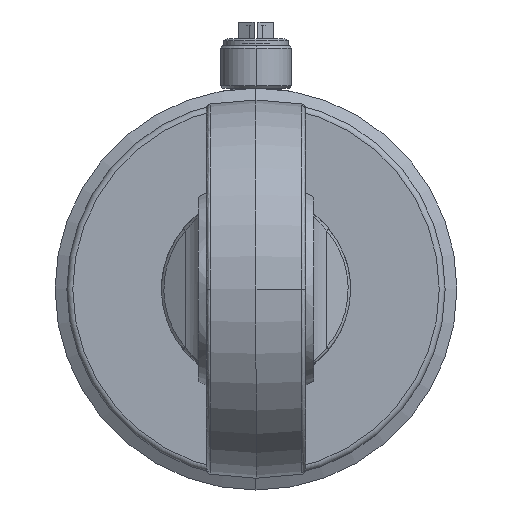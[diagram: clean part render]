
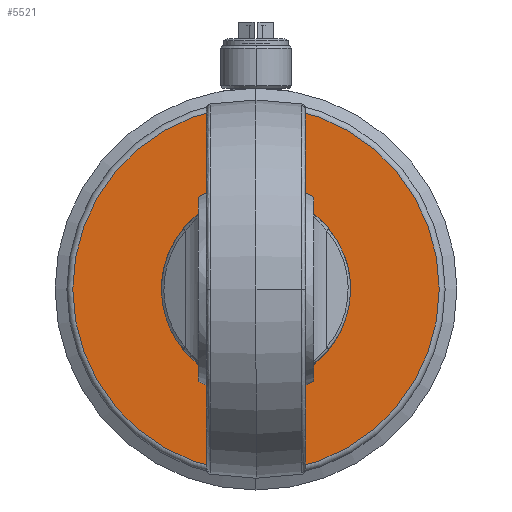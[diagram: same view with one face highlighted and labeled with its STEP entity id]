
A CAD part, left-side view. The second image highlights one B-rep face of the part: STEP entity #5521.
In plain terms, the highlighted planar face has unit normal (-1, 0, 0).
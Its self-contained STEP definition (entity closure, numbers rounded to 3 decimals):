
#1122 = DIRECTION ( 'NONE',  ( 0., 0., 1. ) ) ;
#1527 = DIRECTION ( 'NONE',  ( -1., 0., 0. ) ) ;
#1855 = VERTEX_POINT ( 'NONE', #5328 ) ;
#2040 = ORIENTED_EDGE ( 'NONE', *, *, #14112, .T. ) ;
#2946 = VERTEX_POINT ( 'NONE', #3177 ) ;
#3177 = CARTESIAN_POINT ( 'NONE',  ( -38., 0., -3. ) ) ;
#3189 = EDGE_LOOP ( 'NONE', ( #10164, #25344 ) ) ;
#3611 = DIRECTION ( 'NONE',  ( 1., 0., 0. ) ) ;
#3807 = EDGE_CURVE ( 'NONE', #4925, #2946, #28188, .T. ) ;
#3995 = EDGE_LOOP ( 'NONE', ( #2040, #25126 ) ) ;
#4723 = AXIS2_PLACEMENT_3D ( 'NONE', #5417, #15161, #22076 ) ;
#4925 = VERTEX_POINT ( 'NONE', #9128 ) ;
#5328 = CARTESIAN_POINT ( 'NONE',  ( -38., 0., 77.5 ) ) ;
#5417 = CARTESIAN_POINT ( 'NONE',  ( -38., 0., 0. ) ) ;
#5521 = ADVANCED_FACE ( 'NONE', ( #14984, #20863 ), #12760, .T. ) ;
#6272 = AXIS2_PLACEMENT_3D ( 'NONE', #12476, #20447, #1122 ) ;
#7012 = AXIS2_PLACEMENT_3D ( 'NONE', #30327, #3611, #18625 ) ;
#9128 = CARTESIAN_POINT ( 'NONE',  ( -38., 0., 3. ) ) ;
#9762 = EDGE_CURVE ( 'NONE', #2946, #4925, #12644, .T. ) ;
#10091 = DIRECTION ( 'NONE',  ( 1., 0., 0. ) ) ;
#10164 = ORIENTED_EDGE ( 'NONE', *, *, #9762, .T. ) ;
#12476 = CARTESIAN_POINT ( 'NONE',  ( -38., 0., 0. ) ) ;
#12644 = CIRCLE ( 'NONE', #7012, 3. ) ;
#12760 = PLANE ( 'NONE',  #21025 ) ;
#14112 = EDGE_CURVE ( 'NONE', #1855, #29051, #19570, .T. ) ;
#14831 = EDGE_CURVE ( 'NONE', #29051, #1855, #18494, .T. ) ;
#14984 = FACE_OUTER_BOUND ( 'NONE', #3995, .T. ) ;
#15161 = DIRECTION ( 'NONE',  ( -1., 0., 0. ) ) ;
#15376 = CARTESIAN_POINT ( 'NONE',  ( -38., 0., -77.5 ) ) ;
#17298 = CARTESIAN_POINT ( 'NONE',  ( -38., 0., 0. ) ) ;
#18494 = CIRCLE ( 'NONE', #4723, 77.5 ) ;
#18625 = DIRECTION ( 'NONE',  ( 0., 0., -1. ) ) ;
#19570 = CIRCLE ( 'NONE', #6272, 77.5 ) ;
#19854 = DIRECTION ( 'NONE',  ( 0., 0., -1. ) ) ;
#20447 = DIRECTION ( 'NONE',  ( -1., 0., 0. ) ) ;
#20863 = FACE_BOUND ( 'NONE', #3189, .T. ) ;
#21025 = AXIS2_PLACEMENT_3D ( 'NONE', #22517, #1527, #24908 ) ;
#22076 = DIRECTION ( 'NONE',  ( 0., 0., 1. ) ) ;
#22517 = CARTESIAN_POINT ( 'NONE',  ( -38., 0., 77.5 ) ) ;
#24908 = DIRECTION ( 'NONE',  ( 0., 0., 1. ) ) ;
#25126 = ORIENTED_EDGE ( 'NONE', *, *, #14831, .T. ) ;
#25344 = ORIENTED_EDGE ( 'NONE', *, *, #3807, .T. ) ;
#26685 = AXIS2_PLACEMENT_3D ( 'NONE', #17298, #10091, #19854 ) ;
#28188 = CIRCLE ( 'NONE', #26685, 3. ) ;
#29051 = VERTEX_POINT ( 'NONE', #15376 ) ;
#30327 = CARTESIAN_POINT ( 'NONE',  ( -38., 0., 0. ) ) ;
